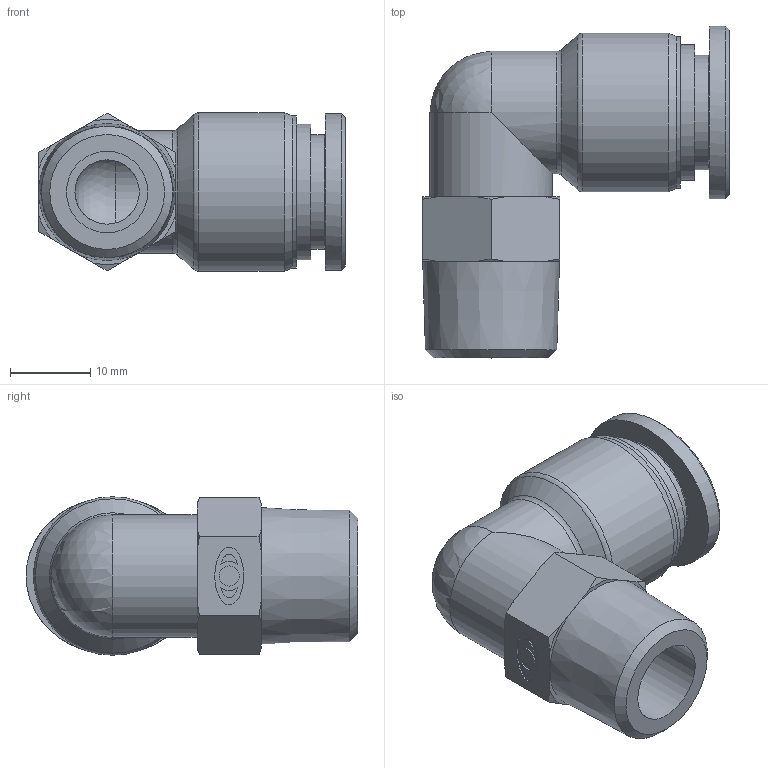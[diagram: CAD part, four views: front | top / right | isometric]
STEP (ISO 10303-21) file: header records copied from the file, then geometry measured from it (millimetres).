
FILE_DESCRIPTION((''),'2;1');
FILE_NAME('F-PL 1203.stp','2020-12-02T08:57:20',('Administrator'),(''),'Autodesk Inventor 2013','Autodesk Inventor 2013','');
FILE_SCHEMA(('CONFIG_CONTROL_DESIGN'));
Length unit declared in the file: millimetre
Products named in the file (4): F-PL 1203; F-PL 1203 BODY; F-SLEEVE 12(SUS); F-BODY 03(SUS)
Assembly tree (3 placements, depth 2):
  F-PL 1203
    F-PL 1203 BODY
    F-SLEEVE 12(SUS)
    F-BODY 03(SUS)
Bounding box: 38.1 x 41.25 x 19.7 mm (x, y, z)
Volume: 8482 mm3; surface area: 6399.4 mm2
Topology: 3 solids, 3 shells, 309 faces, 817 edges, 538 vertices
Faces by surface type: plane 138, bspline 135, cone 18, cylinder 14, sphere 2, torus 2
Full cylindrical faces by diameter (mm): 2.516 x1, 8 x1, 10 x1, 10.1 x1, 12.15 x1, 12.2 x1, 14.2 x1, 15.2 x2, 16.9 x1, 18.9 x1, 19.7 x1
Entity records: 9815 total; most frequent: CARTESIAN_POINT 3077, ORIENTED_EDGE 1576, DIRECTION 922, EDGE_CURVE 788, VERTEX_POINT 532, VECTOR 440, LINE 440, EDGE_LOOP 362
